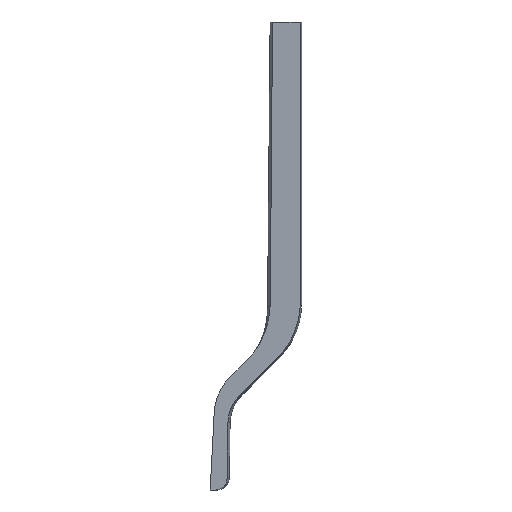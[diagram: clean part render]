
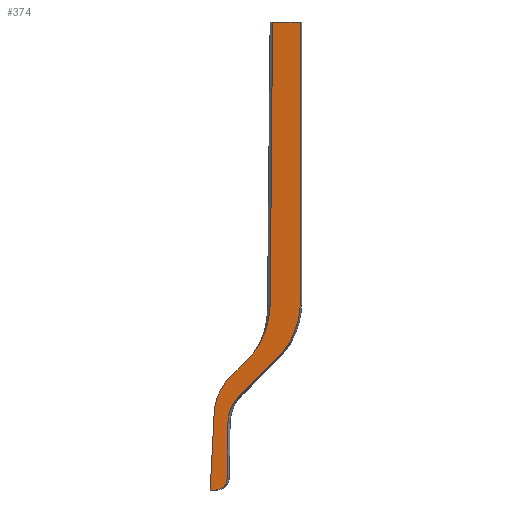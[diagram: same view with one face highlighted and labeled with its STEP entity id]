
A CAD part, front view. The second image highlights one B-rep face of the part: STEP entity #374.
In plain terms, the highlighted planar face has unit normal (-0.111, -0.994, -0.004).
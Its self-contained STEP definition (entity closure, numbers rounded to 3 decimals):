
#252=AXIS2_PLACEMENT_3D('Plane Axis2P3D',#249,#250,#251) ;
#52=CARTESIAN_POINT('Vertex',(-147.142,127.856,-42.)) ;
#55=CARTESIAN_POINT('Line Origine',(-147.454,127.891,-42.)) ;
#59=CARTESIAN_POINT('Vertex',(-147.767,127.926,-42.)) ;
#231=CARTESIAN_POINT('Vertex',(-145.647,127.685,-40.526)) ;
#235=CARTESIAN_POINT('Control Point',(-147.142,127.856,-42.)) ;
#236=CARTESIAN_POINT('Control Point',(-146.677,127.805,-42.)) ;
#237=CARTESIAN_POINT('Control Point',(-146.215,127.753,-41.82)) ;
#238=CARTESIAN_POINT('Control Point',(-145.844,127.71,-41.46)) ;
#239=CARTESIAN_POINT('Control Point',(-145.654,127.687,-40.994)) ;
#240=CARTESIAN_POINT('Control Point',(-145.647,127.685,-40.526)) ;
#249=CARTESIAN_POINT('Axis2P3D Location',(-133.525,126.132,17.)) ;
#255=CARTESIAN_POINT('Control Point',(-144.041,127.469,-30.034)) ;
#256=CARTESIAN_POINT('Control Point',(-143.112,127.362,-29.118)) ;
#257=CARTESIAN_POINT('Control Point',(-142.183,127.255,-28.203)) ;
#258=CARTESIAN_POINT('Control Point',(-141.254,127.149,-27.287)) ;
#259=CARTESIAN_POINT('Control Point',(-140.325,127.042,-26.372)) ;
#260=CARTESIAN_POINT('Control Point',(-139.397,126.935,-25.456)) ;
#261=CARTESIAN_POINT('Vertex',(-144.041,127.469,-30.034)) ;
#263=CARTESIAN_POINT('Vertex',(-139.397,126.935,-25.456)) ;
#267=CARTESIAN_POINT('Control Point',(-139.397,126.935,-25.456)) ;
#268=CARTESIAN_POINT('Control Point',(-138.74,126.86,-24.809)) ;
#269=CARTESIAN_POINT('Control Point',(-138.154,126.792,-24.081)) ;
#270=CARTESIAN_POINT('Control Point',(-137.654,126.734,-23.288)) ;
#271=CARTESIAN_POINT('Control Point',(-136.96,126.651,-21.832)) ;
#272=CARTESIAN_POINT('Control Point',(-136.565,126.602,-20.271)) ;
#273=CARTESIAN_POINT('Control Point',(-136.455,126.587,-19.606)) ;
#274=CARTESIAN_POINT('Control Point',(-136.4,126.579,-18.937)) ;
#275=CARTESIAN_POINT('Control Point',(-136.401,126.576,-18.27)) ;
#276=CARTESIAN_POINT('Vertex',(-136.401,126.576,-18.27)) ;
#279=CARTESIAN_POINT('Line Origine',(-136.407,126.515,-0.634)) ;
#283=CARTESIAN_POINT('Vertex',(-136.414,126.454,17.001)) ;
#286=CARTESIAN_POINT('Line Origine',(-138.162,126.649,17.001)) ;
#290=CARTESIAN_POINT('Vertex',(-139.91,126.843,17.001)) ;
#293=CARTESIAN_POINT('Line Origine',(-140.058,126.922,-0.799)) ;
#297=CARTESIAN_POINT('Vertex',(-140.205,127.001,-18.6)) ;
#301=CARTESIAN_POINT('Control Point',(-143.201,127.36,-25.699)) ;
#302=CARTESIAN_POINT('Control Point',(-142.54,127.284,-25.047)) ;
#303=CARTESIAN_POINT('Control Point',(-141.956,127.216,-24.317)) ;
#304=CARTESIAN_POINT('Control Point',(-141.46,127.158,-23.522)) ;
#305=CARTESIAN_POINT('Control Point',(-140.776,127.077,-22.086)) ;
#306=CARTESIAN_POINT('Control Point',(-140.381,127.028,-20.55)) ;
#307=CARTESIAN_POINT('Control Point',(-140.27,127.013,-19.904)) ;
#308=CARTESIAN_POINT('Control Point',(-140.21,127.004,-19.253)) ;
#309=CARTESIAN_POINT('Control Point',(-140.205,127.001,-18.6)) ;
#310=CARTESIAN_POINT('Vertex',(-143.201,127.36,-25.699)) ;
#314=CARTESIAN_POINT('Control Point',(-143.201,127.36,-25.699)) ;
#315=CARTESIAN_POINT('Control Point',(-143.599,127.406,-26.091)) ;
#316=CARTESIAN_POINT('Control Point',(-143.997,127.451,-26.483)) ;
#317=CARTESIAN_POINT('Control Point',(-144.395,127.497,-26.875)) ;
#318=CARTESIAN_POINT('Control Point',(-144.792,127.543,-27.268)) ;
#319=CARTESIAN_POINT('Control Point',(-145.19,127.589,-27.66)) ;
#320=CARTESIAN_POINT('Vertex',(-145.19,127.589,-27.66)) ;
#324=CARTESIAN_POINT('Control Point',(-145.19,127.589,-27.66)) ;
#325=CARTESIAN_POINT('Control Point',(-145.65,127.641,-28.113)) ;
#326=CARTESIAN_POINT('Control Point',(-146.057,127.689,-28.62)) ;
#327=CARTESIAN_POINT('Control Point',(-146.404,127.729,-29.173)) ;
#328=CARTESIAN_POINT('Control Point',(-146.853,127.783,-30.114)) ;
#329=CARTESIAN_POINT('Control Point',(-147.123,127.816,-31.119)) ;
#330=CARTESIAN_POINT('Control Point',(-147.198,127.826,-31.505)) ;
#331=CARTESIAN_POINT('Control Point',(-147.246,127.832,-31.895)) ;
#332=CARTESIAN_POINT('Control Point',(-147.266,127.836,-32.286)) ;
#333=CARTESIAN_POINT('Vertex',(-147.266,127.836,-32.286)) ;
#336=CARTESIAN_POINT('Line Origine',(-147.517,127.881,-37.143)) ;
#341=CARTESIAN_POINT('Line Origine',(-145.588,127.666,-37.02)) ;
#345=CARTESIAN_POINT('Vertex',(-145.529,127.647,-33.513)) ;
#349=CARTESIAN_POINT('Control Point',(-145.529,127.647,-33.513)) ;
#350=CARTESIAN_POINT('Control Point',(-145.52,127.644,-32.966)) ;
#351=CARTESIAN_POINT('Control Point',(-145.436,127.633,-32.42)) ;
#352=CARTESIAN_POINT('Control Point',(-145.278,127.613,-31.89)) ;
#353=CARTESIAN_POINT('Control Point',(-144.954,127.575,-31.178)) ;
#354=CARTESIAN_POINT('Control Point',(-144.503,127.522,-30.546)) ;
#355=CARTESIAN_POINT('Control Point',(-144.358,127.505,-30.366)) ;
#356=CARTESIAN_POINT('Control Point',(-144.204,127.488,-30.195)) ;
#357=CARTESIAN_POINT('Control Point',(-144.041,127.469,-30.034)) ;
#56=DIRECTION('Vector Direction',(-0.994,0.111,0.)) ;
#250=DIRECTION('Axis2P3D Direction',(-0.111,-0.994,-0.003)) ;
#251=DIRECTION('Axis2P3D XDirection',(-0.994,0.111,0.)) ;
#280=DIRECTION('Vector Direction',(0.,0.003,-1.)) ;
#287=DIRECTION('Vector Direction',(0.994,-0.111,0.)) ;
#294=DIRECTION('Vector Direction',(0.008,-0.004,1.)) ;
#337=DIRECTION('Vector Direction',(0.052,-0.009,0.999)) ;
#342=DIRECTION('Vector Direction',(-0.017,0.005,-1.)) ;
#57=VECTOR('Line Direction',#56,1.) ;
#281=VECTOR('Line Direction',#280,1.) ;
#288=VECTOR('Line Direction',#287,1.) ;
#295=VECTOR('Line Direction',#294,1.) ;
#338=VECTOR('Line Direction',#337,1.) ;
#343=VECTOR('Line Direction',#342,1.) ;
#360=ORIENTED_EDGE('',*,*,#265,.T.) ;
#361=ORIENTED_EDGE('',*,*,#278,.T.) ;
#362=ORIENTED_EDGE('',*,*,#285,.F.) ;
#363=ORIENTED_EDGE('',*,*,#292,.F.) ;
#364=ORIENTED_EDGE('',*,*,#299,.F.) ;
#365=ORIENTED_EDGE('',*,*,#312,.F.) ;
#366=ORIENTED_EDGE('',*,*,#322,.T.) ;
#367=ORIENTED_EDGE('',*,*,#335,.T.) ;
#368=ORIENTED_EDGE('',*,*,#340,.F.) ;
#369=ORIENTED_EDGE('',*,*,#61,.F.) ;
#370=ORIENTED_EDGE('',*,*,#241,.T.) ;
#371=ORIENTED_EDGE('',*,*,#347,.F.) ;
#372=ORIENTED_EDGE('',*,*,#358,.T.) ;
#374=ADVANCED_FACE('\X2\51E04F554F53\X0\.2',(#373),#253,.T.) ;
#234=B_SPLINE_CURVE_WITH_KNOTS('',5,(#235,#236,#237,#238,#239,#240),.UNSPECIFIED.,.F.,.U.,(6,6),(0.,3.427),.UNSPECIFIED.) ;
#254=B_SPLINE_CURVE_WITH_KNOTS('',5,(#255,#256,#257,#258,#259,#260),.UNSPECIFIED.,.F.,.U.,(6,6),(0.,9.253),.UNSPECIFIED.) ;
#266=B_SPLINE_CURVE_WITH_KNOTS('',5,(#267,#268,#269,#270,#271,#272,#273,#274,#275),.UNSPECIFIED.,.F.,.U.,(6,3,6),(0.,6.625,11.396),.UNSPECIFIED.) ;
#300=B_SPLINE_CURVE_WITH_KNOTS('',5,(#301,#302,#303,#304,#305,#306,#307,#308,#309),.UNSPECIFIED.,.F.,.U.,(6,3,6),(0.,6.591,11.212),.UNSPECIFIED.) ;
#313=B_SPLINE_CURVE_WITH_KNOTS('',5,(#314,#315,#316,#317,#318,#319),.UNSPECIFIED.,.F.,.U.,(6,6),(0.,3.964),.UNSPECIFIED.) ;
#323=B_SPLINE_CURVE_WITH_KNOTS('',5,(#324,#325,#326,#327,#328,#329,#330,#331,#332),.UNSPECIFIED.,.F.,.U.,(6,3,6),(0.,4.585,7.359),.UNSPECIFIED.) ;
#348=B_SPLINE_CURVE_WITH_KNOTS('',5,(#349,#350,#351,#352,#353,#354,#355,#356,#357),.UNSPECIFIED.,.F.,.U.,(6,3,6),(0.,3.9,5.541),.UNSPECIFIED.) ;
#61=EDGE_CURVE('',#53,#60,#58,.T.) ;
#241=EDGE_CURVE('',#53,#232,#234,.T.) ;
#265=EDGE_CURVE('',#262,#264,#254,.T.) ;
#278=EDGE_CURVE('',#264,#277,#266,.T.) ;
#285=EDGE_CURVE('',#284,#277,#282,.T.) ;
#292=EDGE_CURVE('',#291,#284,#289,.T.) ;
#299=EDGE_CURVE('',#298,#291,#296,.T.) ;
#312=EDGE_CURVE('',#311,#298,#300,.T.) ;
#322=EDGE_CURVE('',#311,#321,#313,.T.) ;
#335=EDGE_CURVE('',#321,#334,#323,.T.) ;
#340=EDGE_CURVE('',#60,#334,#339,.T.) ;
#347=EDGE_CURVE('',#346,#232,#344,.T.) ;
#358=EDGE_CURVE('',#346,#262,#348,.T.) ;
#359=EDGE_LOOP('',(#360,#361,#362,#363,#364,#365,#366,#367,#368,#369,#370,#371,#372)) ;
#373=FACE_OUTER_BOUND('',#359,.T.) ;
#58=LINE('Line',#55,#57) ;
#282=LINE('Line',#279,#281) ;
#289=LINE('Line',#286,#288) ;
#296=LINE('Line',#293,#295) ;
#339=LINE('Line',#336,#338) ;
#344=LINE('Line',#341,#343) ;
#253=PLANE('',#252) ;
#53=VERTEX_POINT('',#52) ;
#60=VERTEX_POINT('',#59) ;
#232=VERTEX_POINT('',#231) ;
#262=VERTEX_POINT('',#261) ;
#264=VERTEX_POINT('',#263) ;
#277=VERTEX_POINT('',#276) ;
#284=VERTEX_POINT('',#283) ;
#291=VERTEX_POINT('',#290) ;
#298=VERTEX_POINT('',#297) ;
#311=VERTEX_POINT('',#310) ;
#321=VERTEX_POINT('',#320) ;
#334=VERTEX_POINT('',#333) ;
#346=VERTEX_POINT('',#345) ;
